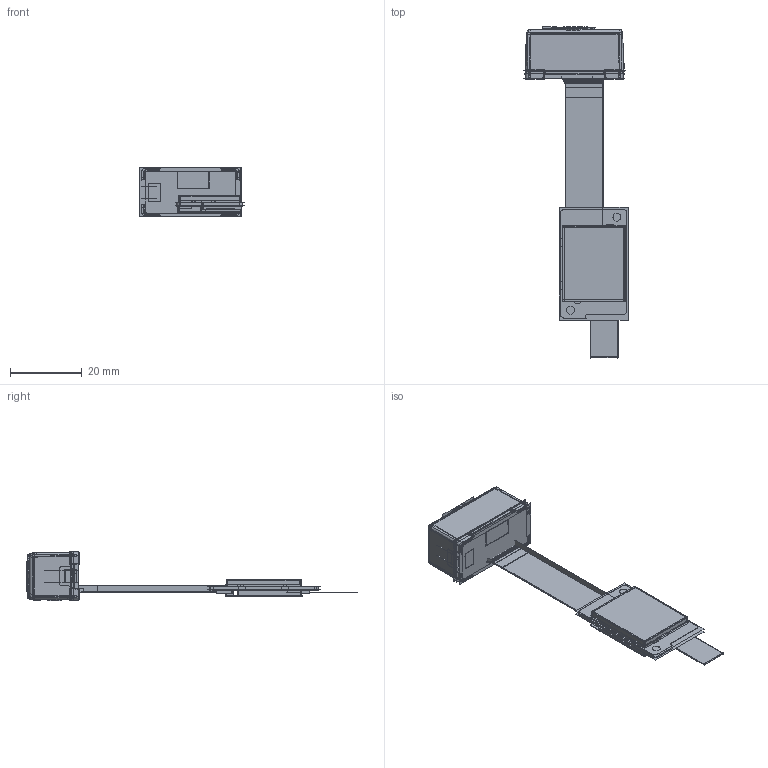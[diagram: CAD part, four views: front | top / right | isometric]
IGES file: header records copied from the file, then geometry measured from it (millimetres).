
Start section:  PTC IGES file: r-10dmodule_asm.igs
Global section: file name: r-10dmodule_asm.igs; native system: Pro/ENGINEER by Parametric Technology Corporation; preprocessor: 2005290; author: skomi0303; organization: Unknown; date: 120110.171826; units: millimetre
Bounding box: 29.09 x 92.63 x 13.88 mm (x, y, z)
Surface area: 49546.8 mm2 (no closed solid volume)
Topology: 0 solids, 0 shells, 3841 faces, 52854 edges, 68764 vertices
Faces by surface type: revolution 2017, bspline 1824
